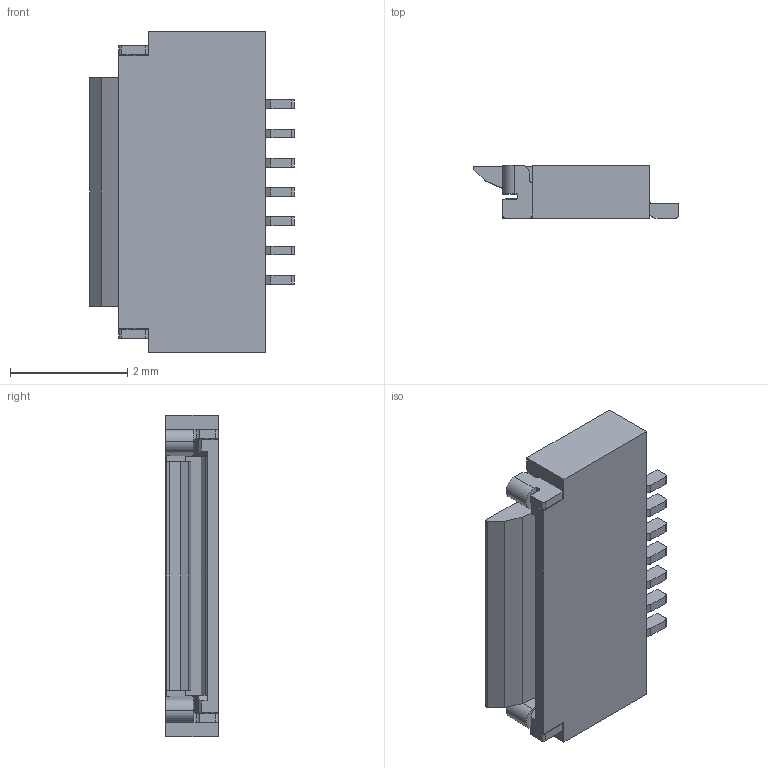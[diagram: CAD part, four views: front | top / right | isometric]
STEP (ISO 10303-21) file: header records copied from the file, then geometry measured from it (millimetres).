
FILE_DESCRIPTION(('OneSpaceDesigner STEP Export'),'2;1');
FILE_NAME('FH19C-7S-0.5SH.stp','2007-03-16T18:57:54',(''),(''),'OneSpace Designer STEP processor (Jan. 2003) for AP214(CD)(Solid Model)','OneSpace Designer 12.00 10-Sep-2003 (C) CoCreate Software GmbH','');
FILE_SCHEMA(('AUTOMOTIVE_DESIGN_CC2 {1 2 10303 214 -1 1 5 1}'));
Length unit declared in the file: millimetre
Products named in the file (2): FH19C-7S-0.5SH_Èª
Assembly tree (1 placements, depth 2):
  FH19C-7S-0.5SH_Èª
    FH19C-7S-0.5SH_Èª
Bounding box: 3.5 x 0.9 x 5.5 mm (x, y, z)
Volume: 9.9 mm3; surface area: 73.1 mm2
Topology: 1 solids, 1 shells, 218 faces, 663 edges, 440 vertices
Faces by surface type: plane 154, cylinder 64
Entity records: 7262 total; most frequent: ORIENTED_EDGE 1326, CARTESIAN_POINT 1281, DIRECTION 1159, EDGE_CURVE 663, VECTOR 523, LINE 523, VERTEX_POINT 440, AXIS2_PLACEMENT_3D 318
